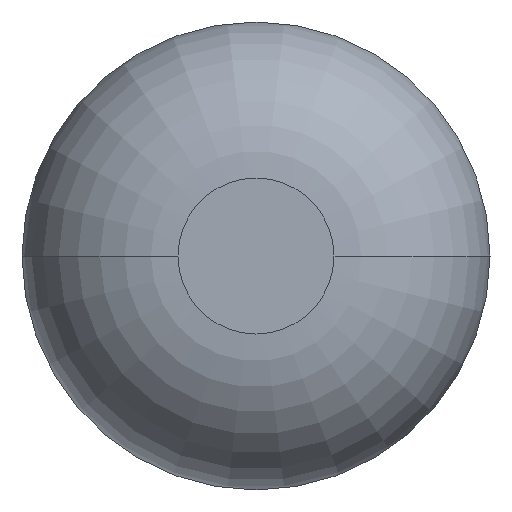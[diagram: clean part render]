
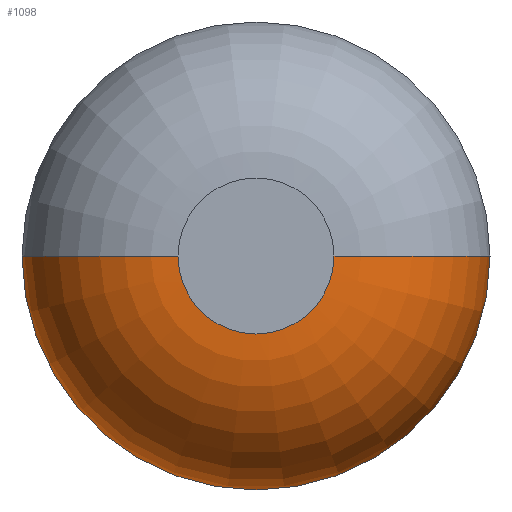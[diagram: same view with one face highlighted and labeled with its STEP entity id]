
A CAD part, front view. The second image highlights one B-rep face of the part: STEP entity #1098.
In plain terms, the highlighted toroidal (fillet/blend) face has major radius 0.125 mm and minor radius 0.25 mm.
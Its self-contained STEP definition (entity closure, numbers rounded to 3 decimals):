
#14 = VERTEX_POINT ( 'NONE', #316 ) ;
#196 = DIRECTION ( 'NONE',  ( 0., 1., 0. ) ) ;
#219 = DIRECTION ( 'NONE',  ( 1., 0., 0. ) ) ;
#250 = DIRECTION ( 'NONE',  ( -1., 0., 0. ) ) ;
#294 = CARTESIAN_POINT ( 'NONE',  ( 0.125, -31.05, 0. ) ) ;
#316 = CARTESIAN_POINT ( 'NONE',  ( 0.125, -31.3, 0. ) ) ;
#425 = CARTESIAN_POINT ( 'NONE',  ( 0., -31.3, 0. ) ) ;
#443 = CARTESIAN_POINT ( 'NONE',  ( 0., -31.05, 0. ) ) ;
#470 = CARTESIAN_POINT ( 'NONE',  ( -0.125, -31.05, 0. ) ) ;
#489 = AXIS2_PLACEMENT_3D ( 'NONE', #443, #196, #219 ) ;
#501 = CIRCLE ( 'NONE', #489, 0.375 ) ;
#536 = CIRCLE ( 'NONE', #1953, 0.25 ) ;
#563 = VERTEX_POINT ( 'NONE', #3003 ) ;
#609 = EDGE_CURVE ( 'Defeature ausgef�hrt1_1+Defeature ausgef�hrt1_2+Defeature ausgef�hrt1_2+Defeature ausgef�hrt1_2', #2311, #14, #1741, .T. ) ;
#635 = ORIENTED_EDGE ( 'NONE', *, *, #933, .F. ) ;
#704 = DIRECTION ( 'NONE',  ( 0., 0., -1. ) ) ;
#728 = EDGE_CURVE ( 'NONE', #14, #563, #2878, .T. ) ;
#732 = DIRECTION ( 'NONE',  ( 1., 0., 0. ) ) ;
#777 = DIRECTION ( 'NONE',  ( 0., 0., 1. ) ) ;
#933 = EDGE_CURVE ( 'Defeature ausgef�hrt1_0+Defeature ausgef�hrt1_2+Defeature ausgef�hrt1_2+Defeature ausgef�hrt1_2', #563, #1870, #501, .T. ) ;
#1048 = EDGE_CURVE ( 'NONE', #2311, #1870, #536, .T. ) ;
#1098 = ADVANCED_FACE ( 'Defeature ausgef�hrt1_2', ( #2734 ), #1110, .T. ) ;
#1110 = TOROIDAL_SURFACE ( 'NONE', #1849, 0.125, 0.25 ) ;
#1131 = ORIENTED_EDGE ( 'NONE', *, *, #1048, .T. ) ;
#1151 = DIRECTION ( 'NONE',  ( 1., 0., 0. ) ) ;
#1211 = EDGE_LOOP ( 'NONE', ( #1429, #1131, #635, #3031 ) ) ;
#1222 = DIRECTION ( 'NONE',  ( 0., 1., 0. ) ) ;
#1429 = ORIENTED_EDGE ( 'NONE', *, *, #609, .F. ) ;
#1717 = DIRECTION ( 'NONE',  ( 1., 0., 0. ) ) ;
#1741 = CIRCLE ( 'NONE', #2564, 0.125 ) ;
#1849 = AXIS2_PLACEMENT_3D ( 'NONE', #1888, #1222, #732 ) ;
#1870 = VERTEX_POINT ( 'NONE', #1940 ) ;
#1888 = CARTESIAN_POINT ( 'NONE',  ( 0., -31.05, 0. ) ) ;
#1940 = CARTESIAN_POINT ( 'NONE',  ( -0.375, -31.05, 0. ) ) ;
#1953 = AXIS2_PLACEMENT_3D ( 'NONE', #470, #704, #250 ) ;
#2082 = DIRECTION ( 'NONE',  ( 0., -1., 0. ) ) ;
#2311 = VERTEX_POINT ( 'NONE', #2850 ) ;
#2564 = AXIS2_PLACEMENT_3D ( 'NONE', #425, #2082, #1151 ) ;
#2629 = AXIS2_PLACEMENT_3D ( 'NONE', #294, #777, #1717 ) ;
#2734 = FACE_OUTER_BOUND ( 'NONE', #1211, .T. ) ;
#2850 = CARTESIAN_POINT ( 'NONE',  ( -0.125, -31.3, 0. ) ) ;
#2878 = CIRCLE ( 'NONE', #2629, 0.25 ) ;
#3003 = CARTESIAN_POINT ( 'NONE',  ( 0.375, -31.05, 0. ) ) ;
#3031 = ORIENTED_EDGE ( 'NONE', *, *, #728, .F. ) ;
